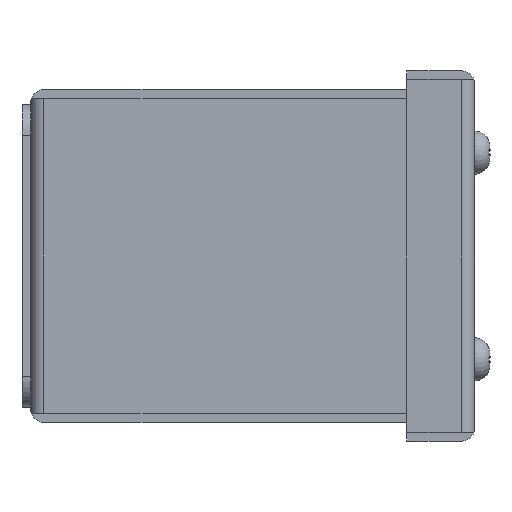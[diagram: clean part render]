
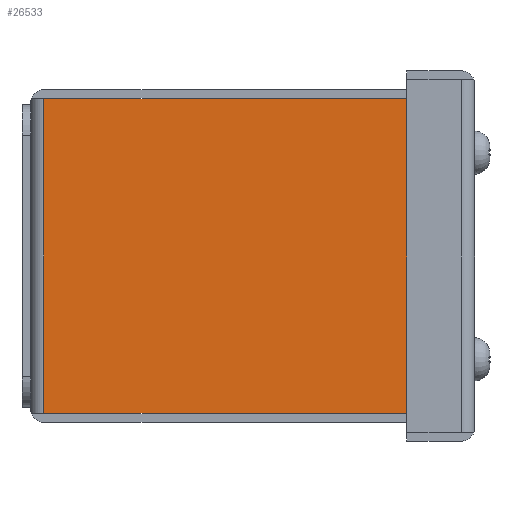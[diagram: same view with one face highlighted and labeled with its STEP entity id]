
A CAD part, front view. The second image highlights one B-rep face of the part: STEP entity #26533.
In plain terms, the highlighted face is planar.
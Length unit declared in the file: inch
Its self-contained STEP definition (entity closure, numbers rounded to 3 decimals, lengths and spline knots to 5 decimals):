
#786 = EDGE_CURVE ( 'NONE', #14705, #23383, #15374, .T. ) ;
#2664 = VECTOR ( 'NONE', #23590, 39.37008 ) ;
#4086 = EDGE_LOOP ( 'NONE', ( #8801, #19013, #11058, #19217 ) ) ;
#7192 = CARTESIAN_POINT ( 'NONE',  ( -9.031, 0., -2.5625 ) ) ;
#7766 = DIRECTION ( 'NONE',  ( 0., -1., 0. ) ) ;
#8537 = VECTOR ( 'NONE', #22559, 39.37008 ) ;
#8801 = ORIENTED_EDGE ( 'NONE', *, *, #18154, .F. ) ;
#9773 = CARTESIAN_POINT ( 'NONE',  ( -9.031, -3.392, -2.5625 ) ) ;
#10908 = CARTESIAN_POINT ( 'NONE',  ( -1.30221, -0.108, -2.5625 ) ) ;
#11058 = ORIENTED_EDGE ( 'NONE', *, *, #27777, .F. ) ;
#11105 = LINE ( 'NONE', #11251, #8537 ) ;
#11251 = CARTESIAN_POINT ( 'NONE',  ( 1.267, -0.108, -2.5625 ) ) ;
#11547 = DIRECTION ( 'NONE',  ( 1., 0., 0. ) ) ;
#11581 = FACE_OUTER_BOUND ( 'NONE', #4086, .T. ) ;
#12304 = CARTESIAN_POINT ( 'NONE',  ( 1.30221, 39.37008, -2.5625 ) ) ;
#12779 = CARTESIAN_POINT ( 'NONE',  ( 1.30221, -0.108, -2.5625 ) ) ;
#13348 = CARTESIAN_POINT ( 'NONE',  ( -1.30221, 0., -2.5625 ) ) ;
#14705 = VERTEX_POINT ( 'NONE', #10908 ) ;
#15374 = LINE ( 'NONE', #13348, #22854 ) ;
#16100 = DIRECTION ( 'NONE',  ( 0., 0., 1. ) ) ;
#16567 = LINE ( 'NONE', #12304, #25133 ) ;
#18154 = EDGE_CURVE ( 'NONE', #23383, #28241, #26927, .T. ) ;
#19013 = ORIENTED_EDGE ( 'NONE', *, *, #786, .F. ) ;
#19217 = ORIENTED_EDGE ( 'NONE', *, *, #21399, .T. ) ;
#21399 = EDGE_CURVE ( 'NONE', #27136, #28241, #16567, .T. ) ;
#21419 = AXIS2_PLACEMENT_3D ( 'NONE', #7192, #16100, #11547 ) ;
#22285 = DIRECTION ( 'NONE',  ( 0., -1., 0. ) ) ;
#22559 = DIRECTION ( 'NONE',  ( -1., 0., 0. ) ) ;
#22854 = VECTOR ( 'NONE', #22285, 39.37008 ) ;
#23383 = VERTEX_POINT ( 'NONE', #23426 ) ;
#23426 = CARTESIAN_POINT ( 'NONE',  ( -1.30221, -3.392, -2.5625 ) ) ;
#23590 = DIRECTION ( 'NONE',  ( 1., 0., 0. ) ) ;
#24824 = CARTESIAN_POINT ( 'NONE',  ( 1.30221, -3.392, -2.5625 ) ) ;
#24957 = PLANE ( 'NONE',  #21419 ) ;
#25133 = VECTOR ( 'NONE', #7766, 39.37008 ) ;
#26533 = ADVANCED_FACE ( 'NONE', ( #11581 ), #24957, .F. ) ;
#26927 = LINE ( 'NONE', #9773, #2664 ) ;
#27136 = VERTEX_POINT ( 'NONE', #12779 ) ;
#27777 = EDGE_CURVE ( 'NONE', #27136, #14705, #11105, .T. ) ;
#28241 = VERTEX_POINT ( 'NONE', #24824 ) ;
